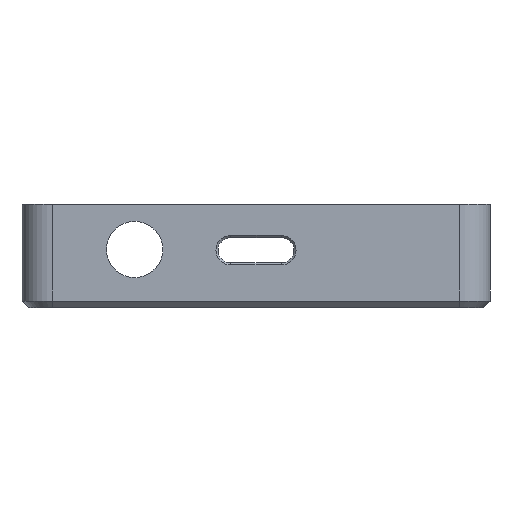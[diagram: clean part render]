
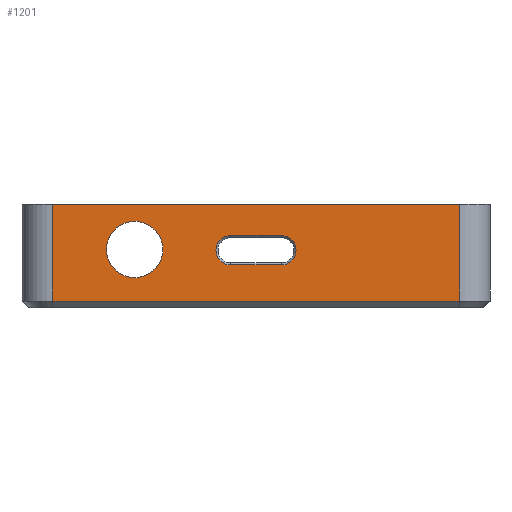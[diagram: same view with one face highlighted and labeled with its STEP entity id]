
A CAD part, left-side view. The second image highlights one B-rep face of the part: STEP entity #1201.
In plain terms, the highlighted planar face has unit normal (-1, 0, 0).
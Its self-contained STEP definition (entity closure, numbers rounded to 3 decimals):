
#459 = EDGE_CURVE('',#460,#462,#464,.T.);
#460 = VERTEX_POINT('',#461);
#461 = CARTESIAN_POINT('',(-42.75,-23.5,-0.75));
#462 = VERTEX_POINT('',#463);
#463 = CARTESIAN_POINT('',(-42.75,-23.5,10.4));
#464 = LINE('',#465,#466);
#465 = CARTESIAN_POINT('',(-42.75,-23.5,-1.5));
#466 = VECTOR('',#467,1.);
#467 = DIRECTION('',(0.,0.,1.));
#754 = VERTEX_POINT('',#755);
#755 = CARTESIAN_POINT('',(-42.75,23.5,10.4));
#762 = EDGE_CURVE('',#754,#462,#763,.T.);
#763 = LINE('',#764,#765);
#764 = CARTESIAN_POINT('',(-42.75,23.5,10.4));
#765 = VECTOR('',#766,1.);
#766 = DIRECTION('',(0.,-1.,0.));
#1201 = ADVANCED_FACE('',(#1202,#1220,#1231),#1267,.F.);
#1202 = FACE_BOUND('',#1203,.F.);
#1203 = EDGE_LOOP('',(#1204,#1212,#1213,#1214));
#1204 = ORIENTED_EDGE('',*,*,#1205,.T.);
#1205 = EDGE_CURVE('',#1206,#754,#1208,.T.);
#1206 = VERTEX_POINT('',#1207);
#1207 = CARTESIAN_POINT('',(-42.75,23.5,-0.75));
#1208 = LINE('',#1209,#1210);
#1209 = CARTESIAN_POINT('',(-42.75,23.5,-1.5));
#1210 = VECTOR('',#1211,1.);
#1211 = DIRECTION('',(0.,0.,1.));
#1212 = ORIENTED_EDGE('',*,*,#762,.T.);
#1213 = ORIENTED_EDGE('',*,*,#459,.F.);
#1214 = ORIENTED_EDGE('',*,*,#1215,.F.);
#1215 = EDGE_CURVE('',#1206,#460,#1216,.T.);
#1216 = LINE('',#1217,#1218);
#1217 = CARTESIAN_POINT('',(-42.75,23.5,-0.75));
#1218 = VECTOR('',#1219,1.);
#1219 = DIRECTION('',(0.,-1.,0.));
#1220 = FACE_BOUND('',#1221,.F.);
#1221 = EDGE_LOOP('',(#1222));
#1222 = ORIENTED_EDGE('',*,*,#1223,.T.);
#1223 = EDGE_CURVE('',#1224,#1224,#1226,.T.);
#1224 = VERTEX_POINT('',#1225);
#1225 = CARTESIAN_POINT('',(-42.75,10.75,5.2));
#1226 = CIRCLE('',#1227,3.25);
#1227 = AXIS2_PLACEMENT_3D('',#1228,#1229,#1230);
#1228 = CARTESIAN_POINT('',(-42.75,14.,5.2));
#1229 = DIRECTION('',(-1.,0.,0.));
#1230 = DIRECTION('',(0.,-1.,0.));
#1231 = FACE_BOUND('',#1232,.F.);
#1232 = EDGE_LOOP('',(#1233,#1243,#1252,#1260));
#1233 = ORIENTED_EDGE('',*,*,#1234,.F.);
#1234 = EDGE_CURVE('',#1235,#1237,#1239,.T.);
#1235 = VERTEX_POINT('',#1236);
#1236 = CARTESIAN_POINT('',(-42.75,2.925,6.82));
#1237 = VERTEX_POINT('',#1238);
#1238 = CARTESIAN_POINT('',(-42.75,-2.925,6.82));
#1239 = LINE('',#1240,#1241);
#1240 = CARTESIAN_POINT('',(-42.75,2.925,6.82));
#1241 = VECTOR('',#1242,1.);
#1242 = DIRECTION('',(0.,-1.,0.));
#1243 = ORIENTED_EDGE('',*,*,#1244,.F.);
#1244 = EDGE_CURVE('',#1245,#1235,#1247,.T.);
#1245 = VERTEX_POINT('',#1246);
#1246 = CARTESIAN_POINT('',(-42.75,2.925,3.42));
#1247 = CIRCLE('',#1248,1.7);
#1248 = AXIS2_PLACEMENT_3D('',#1249,#1250,#1251);
#1249 = CARTESIAN_POINT('',(-42.75,2.925,5.12));
#1250 = DIRECTION('',(1.,-0.,0.));
#1251 = DIRECTION('',(0.,0.,-1.));
#1252 = ORIENTED_EDGE('',*,*,#1253,.F.);
#1253 = EDGE_CURVE('',#1254,#1245,#1256,.T.);
#1254 = VERTEX_POINT('',#1255);
#1255 = CARTESIAN_POINT('',(-42.75,-2.925,3.42));
#1256 = LINE('',#1257,#1258);
#1257 = CARTESIAN_POINT('',(-42.75,-2.925,3.42));
#1258 = VECTOR('',#1259,1.);
#1259 = DIRECTION('',(0.,1.,0.));
#1260 = ORIENTED_EDGE('',*,*,#1261,.F.);
#1261 = EDGE_CURVE('',#1237,#1254,#1262,.T.);
#1262 = CIRCLE('',#1263,1.7);
#1263 = AXIS2_PLACEMENT_3D('',#1264,#1265,#1266);
#1264 = CARTESIAN_POINT('',(-42.75,-2.925,5.12));
#1265 = DIRECTION('',(1.,0.,-0.));
#1266 = DIRECTION('',(0.,0.,1.));
#1267 = PLANE('',#1268);
#1268 = AXIS2_PLACEMENT_3D('',#1269,#1270,#1271);
#1269 = CARTESIAN_POINT('',(-42.75,23.5,-1.5));
#1270 = DIRECTION('',(1.,0.,0.));
#1271 = DIRECTION('',(0.,-1.,0.));
